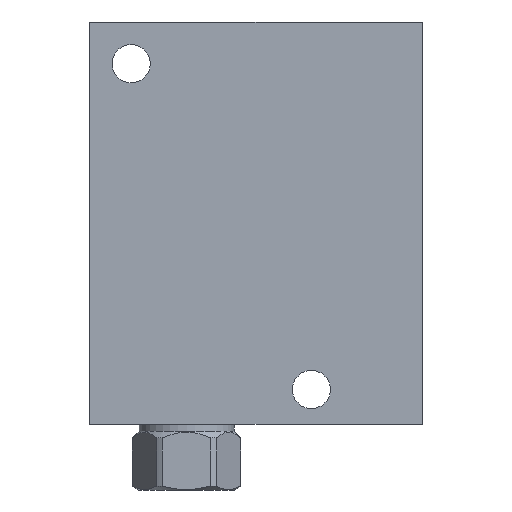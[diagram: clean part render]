
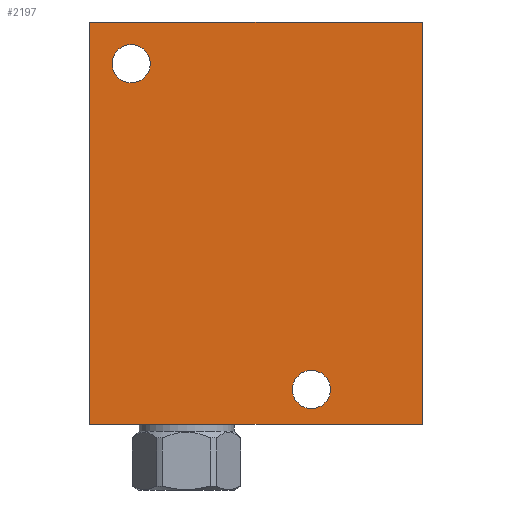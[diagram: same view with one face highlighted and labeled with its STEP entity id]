
A CAD part, front view. The second image highlights one B-rep face of the part: STEP entity #2197.
In plain terms, the highlighted planar face has unit normal (0, -1, 0).
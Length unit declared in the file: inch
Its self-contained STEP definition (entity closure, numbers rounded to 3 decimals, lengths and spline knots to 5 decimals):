
#5=DIRECTION('',(1.,0.,0.));
#6=VECTOR('',#5,3.);
#7=CARTESIAN_POINT('',(0.,-2.,0.));
#8=LINE('',#7,#6);
#75=DIRECTION('',(0.,0.,1.));
#76=VECTOR('',#75,3.625);
#77=CARTESIAN_POINT('',(3.,-2.,0.));
#78=LINE('',#77,#76);
#99=DIRECTION('',(0.,0.,1.));
#100=VECTOR('',#99,3.625);
#101=CARTESIAN_POINT('',(0.,-2.,0.));
#102=LINE('',#101,#100);
#103=CARTESIAN_POINT('',(0.375,-2.,3.25));
#104=DIRECTION('',(0.,-1.,0.));
#105=DIRECTION('',(-1.,0.,0.));
#106=AXIS2_PLACEMENT_3D('',#103,#104,#105);
#108=CARTESIAN_POINT('',(0.375,-2.,3.25));
#109=DIRECTION('',(0.,-1.,0.));
#110=DIRECTION('',(1.,0.,0.));
#111=AXIS2_PLACEMENT_3D('',#108,#109,#110);
#113=CARTESIAN_POINT('',(2.,-2.,0.312));
#114=DIRECTION('',(0.,-1.,0.));
#115=DIRECTION('',(-1.,0.,0.));
#116=AXIS2_PLACEMENT_3D('',#113,#114,#115);
#118=CARTESIAN_POINT('',(2.,-2.,0.312));
#119=DIRECTION('',(0.,-1.,0.));
#120=DIRECTION('',(1.,0.,0.));
#121=AXIS2_PLACEMENT_3D('',#118,#119,#120);
#135=DIRECTION('',(1.,0.,0.));
#136=VECTOR('',#135,3.);
#137=CARTESIAN_POINT('',(0.,-2.,3.625));
#138=LINE('',#137,#136);
#1806=CARTESIAN_POINT('',(0.,-2.,0.));
#1808=VERTEX_POINT('',#1806);
#1809=CARTESIAN_POINT('',(3.,-2.,0.));
#1810=VERTEX_POINT('',#1809);
#1814=CARTESIAN_POINT('',(0.,-2.,3.625));
#1816=VERTEX_POINT('',#1814);
#1817=CARTESIAN_POINT('',(3.,-2.,3.625));
#1818=VERTEX_POINT('',#1817);
#1966=CARTESIAN_POINT('',(0.203,-2.,3.25));
#1967=CARTESIAN_POINT('',(0.547,-2.,3.25));
#1968=VERTEX_POINT('',#1966);
#1969=VERTEX_POINT('',#1967);
#1974=CARTESIAN_POINT('',(1.828,-2.,0.312));
#1975=CARTESIAN_POINT('',(2.172,-2.,0.312));
#1976=VERTEX_POINT('',#1974);
#1977=VERTEX_POINT('',#1975);
#2173=CARTESIAN_POINT('',(0.,-2.,0.));
#2174=DIRECTION('',(0.,-1.,0.));
#2175=DIRECTION('',(1.,0.,0.));
#2176=AXIS2_PLACEMENT_3D('',#2173,#2174,#2175);
#2177=PLANE('',#2176);
#2178=ORIENTED_EDGE('',*,*,#2079,.F.);
#2179=ORIENTED_EDGE('',*,*,#2104,.T.);
#2181=ORIENTED_EDGE('',*,*,#2180,.T.);
#2182=ORIENTED_EDGE('',*,*,#2153,.F.);
#2183=EDGE_LOOP('',(#2178,#2179,#2181,#2182));
#2184=FACE_OUTER_BOUND('',#2183,.F.);
#2186=ORIENTED_EDGE('',*,*,#2185,.T.);
#2188=ORIENTED_EDGE('',*,*,#2187,.T.);
#2189=EDGE_LOOP('',(#2186,#2188));
#2190=FACE_BOUND('',#2189,.F.);
#2192=ORIENTED_EDGE('',*,*,#2191,.T.);
#2194=ORIENTED_EDGE('',*,*,#2193,.T.);
#2195=EDGE_LOOP('',(#2192,#2194));
#2196=FACE_BOUND('',#2195,.F.);
#2197=ADVANCED_FACE('',(#2184,#2190,#2196),#2177,.T.);
#107=CIRCLE('',#106,0.172);
#112=CIRCLE('',#111,0.172);
#117=CIRCLE('',#116,0.172);
#122=CIRCLE('',#121,0.172);
#2079=EDGE_CURVE('',#1808,#1810,#8,.T.);
#2104=EDGE_CURVE('',#1808,#1816,#102,.T.);
#2153=EDGE_CURVE('',#1810,#1818,#78,.T.);
#2180=EDGE_CURVE('',#1816,#1818,#138,.T.);
#2185=EDGE_CURVE('',#1968,#1969,#107,.T.);
#2187=EDGE_CURVE('',#1969,#1968,#112,.T.);
#2191=EDGE_CURVE('',#1976,#1977,#117,.T.);
#2193=EDGE_CURVE('',#1977,#1976,#122,.T.);
